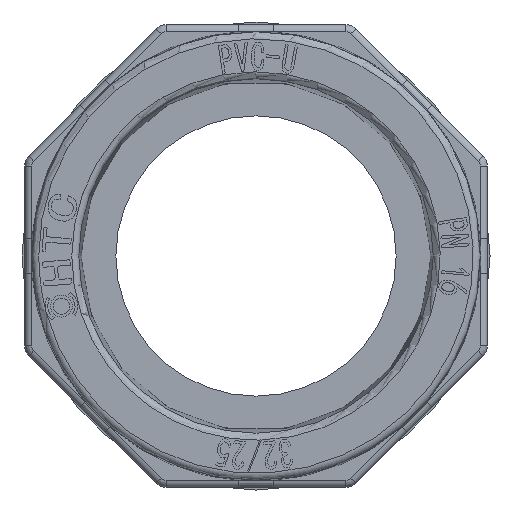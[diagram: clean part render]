
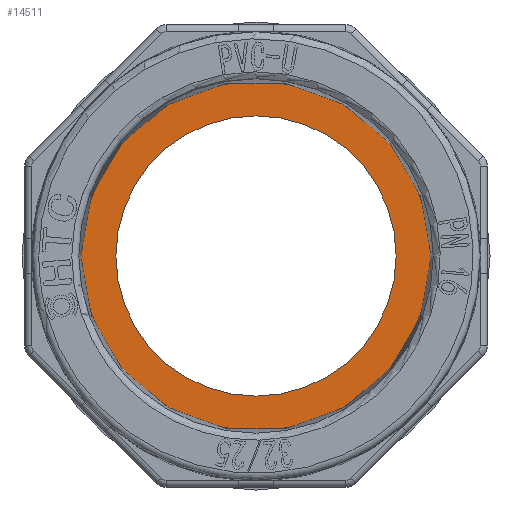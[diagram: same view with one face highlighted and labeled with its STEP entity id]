
A CAD part, front view. The second image highlights one B-rep face of the part: STEP entity #14511.
In plain terms, the highlighted planar face has unit normal (0, -1, 0).
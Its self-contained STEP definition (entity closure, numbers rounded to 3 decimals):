
#96=FACE_BOUND('',#1605,.T.);
#124=PLANE('',#15359);
#801=FACE_OUTER_BOUND('',#1604,.T.);
#1604=EDGE_LOOP('',(#10769));
#1605=EDGE_LOOP('',(#10770));
#2405=CIRCLE('',#15355,10.);
#2408=CIRCLE('',#15360,12.45);
#7058=VERTEX_POINT('',#26065);
#7060=VERTEX_POINT('',#26073);
#8513=EDGE_CURVE('',#7058,#7058,#2405,.T.);
#8517=EDGE_CURVE('',#7060,#7060,#2408,.T.);
#10769=ORIENTED_EDGE('',*,*,#8517,.T.);
#10770=ORIENTED_EDGE('',*,*,#8513,.F.);
#14511=ADVANCED_FACE('',(#801,#96),#124,.F.);
#15355=AXIS2_PLACEMENT_3D('',#26066,#16877,#16878);
#15359=AXIS2_PLACEMENT_3D('',#26072,#16886,#16887);
#15360=AXIS2_PLACEMENT_3D('',#26074,#16888,#16889);
#16877=DIRECTION('center_axis',(0.,-1.,0.));
#16878=DIRECTION('ref_axis',(-1.,0.,0.));
#16886=DIRECTION('center_axis',(0.,1.,0.));
#16887=DIRECTION('ref_axis',(-1.,0.,0.));
#16888=DIRECTION('center_axis',(0.,-1.,0.));
#16889=DIRECTION('ref_axis',(-1.,0.,0.));
#26065=CARTESIAN_POINT('',(10.,-23.5,0.));
#26066=CARTESIAN_POINT('Origin',(0.,-23.5,0.));
#26072=CARTESIAN_POINT('Origin',(0.,-23.5,0.));
#26073=CARTESIAN_POINT('',(-12.45,-23.5,0.));
#26074=CARTESIAN_POINT('Origin',(0.,-23.5,0.));
